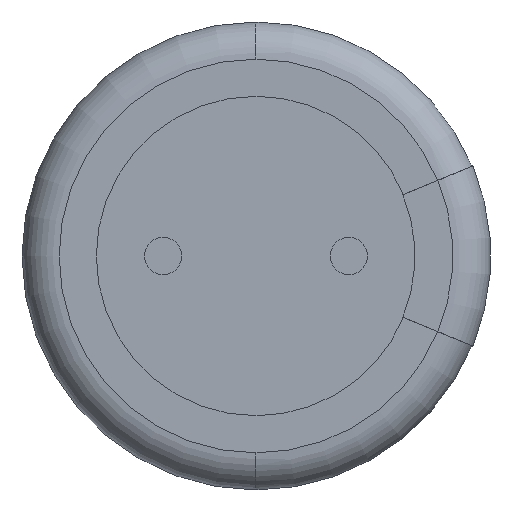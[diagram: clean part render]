
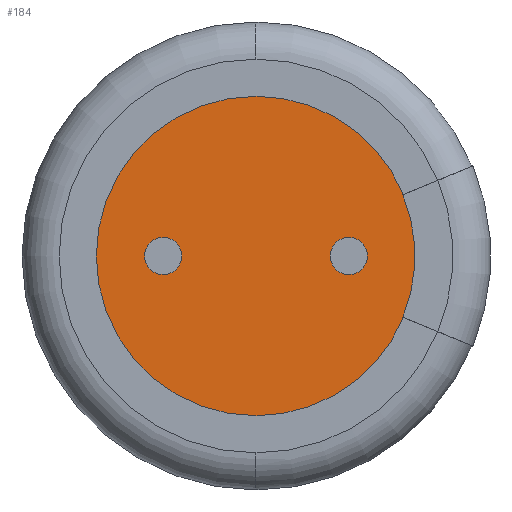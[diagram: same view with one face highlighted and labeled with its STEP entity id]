
A CAD part, front view. The second image highlights one B-rep face of the part: STEP entity #184.
In plain terms, the highlighted planar face has unit normal (0, -1, 0).
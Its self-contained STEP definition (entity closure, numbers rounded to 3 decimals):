
#53 = CIRCLE ( 'NONE', #832, 2.15 ) ;
#60 = AXIS2_PLACEMENT_3D ( 'NONE', #1318, #278, #1497 ) ;
#119 = DIRECTION ( 'NONE',  ( 0., -1., 0. ) ) ;
#170 = CARTESIAN_POINT ( 'NONE',  ( -0.001, 0.3, -0.004 ) ) ;
#184 = ADVANCED_FACE ( 'NONE', ( #369, #1690, #2139 ), #1487, .T. ) ;
#240 = VERTEX_POINT ( 'NONE', #1839 ) ;
#245 = CARTESIAN_POINT ( 'NONE',  ( 0., 0.3, 0. ) ) ;
#274 = DIRECTION ( 'NONE',  ( 0., -1., 0. ) ) ;
#275 = VERTEX_POINT ( 'NONE', #1678 ) ;
#278 = DIRECTION ( 'NONE',  ( 0., -1., 0. ) ) ;
#301 = CIRCLE ( 'NONE', #639, 2.15 ) ;
#347 = DIRECTION ( 'NONE',  ( 0., -1., 0. ) ) ;
#369 = FACE_OUTER_BOUND ( 'NONE', #1701, .T. ) ;
#400 = VERTEX_POINT ( 'NONE', #2048 ) ;
#422 = DIRECTION ( 'NONE',  ( 0., 0., -1. ) ) ;
#444 = CARTESIAN_POINT ( 'NONE',  ( 1.25, 0.3, -0.25 ) ) ;
#447 = VECTOR ( 'NONE', #1782, 1000. ) ;
#448 = CIRCLE ( 'NONE', #553, 0.25 ) ;
#457 = ORIENTED_EDGE ( 'NONE', *, *, #1043, .F. ) ;
#477 = EDGE_CURVE ( 'NONE', #275, #1988, #1950, .T. ) ;
#527 = CARTESIAN_POINT ( 'NONE',  ( -1.25, 0.3, 0. ) ) ;
#530 = CIRCLE ( 'NONE', #60, 0.25 ) ;
#542 = DIRECTION ( 'NONE',  ( 0., -1., 0. ) ) ;
#553 = AXIS2_PLACEMENT_3D ( 'NONE', #1938, #914, #2103 ) ;
#565 = CARTESIAN_POINT ( 'NONE',  ( 0., 0.3, 2.15 ) ) ;
#576 = CARTESIAN_POINT ( 'NONE',  ( -0.001, 0.3, 0.004 ) ) ;
#587 = ORIENTED_EDGE ( 'NONE', *, *, #1060, .T. ) ;
#639 = AXIS2_PLACEMENT_3D ( 'NONE', #1160, #119, #1332 ) ;
#640 = DIRECTION ( 'NONE',  ( 0., -1., 0. ) ) ;
#687 = CARTESIAN_POINT ( 'NONE',  ( -1.25, 0.3, -0.25 ) ) ;
#694 = DIRECTION ( 'NONE',  ( 0., 0., -1. ) ) ;
#711 = AXIS2_PLACEMENT_3D ( 'NONE', #527, #1725, #694 ) ;
#732 = CIRCLE ( 'NONE', #711, 0.25 ) ;
#757 = AXIS2_PLACEMENT_3D ( 'NONE', #1671, #640, #1845 ) ;
#832 = AXIS2_PLACEMENT_3D ( 'NONE', #1391, #347, #1564 ) ;
#865 = EDGE_CURVE ( 'NONE', #1348, #400, #1770, .T. ) ;
#914 = DIRECTION ( 'NONE',  ( 0., -1., 0. ) ) ;
#934 = EDGE_LOOP ( 'NONE', ( #2198, #457 ) ) ;
#951 = AXIS2_PLACEMENT_3D ( 'NONE', #1573, #542, #1744 ) ;
#979 = ORIENTED_EDGE ( 'NONE', *, *, #2037, .T. ) ;
#1007 = CARTESIAN_POINT ( 'NONE',  ( -1.25, 0.3, 0.25 ) ) ;
#1037 = VERTEX_POINT ( 'NONE', #444 ) ;
#1038 = VECTOR ( 'NONE', #1383, 1000. ) ;
#1043 = EDGE_CURVE ( 'NONE', #1037, #240, #530, .T. ) ;
#1060 = EDGE_CURVE ( 'NONE', #1904, #1581, #2079, .T. ) ;
#1097 = EDGE_CURVE ( 'NONE', #1988, #400, #301, .T. ) ;
#1160 = CARTESIAN_POINT ( 'NONE',  ( -0.01, 0.3, 0. ) ) ;
#1270 = VERTEX_POINT ( 'NONE', #687 ) ;
#1273 = EDGE_CURVE ( 'NONE', #1270, #1706, #732, .T. ) ;
#1309 = CARTESIAN_POINT ( 'NONE',  ( 0., 0.3, 0. ) ) ;
#1314 = EDGE_CURVE ( 'NONE', #1581, #275, #53, .T. ) ;
#1318 = CARTESIAN_POINT ( 'NONE',  ( 1.25, 0.3, 0. ) ) ;
#1329 = CARTESIAN_POINT ( 'NONE',  ( 0., 0.3, -2.15 ) ) ;
#1332 = DIRECTION ( 'NONE',  ( 0., 0., -1. ) ) ;
#1348 = VERTEX_POINT ( 'NONE', #1555 ) ;
#1356 = EDGE_CURVE ( 'NONE', #240, #1037, #1376, .T. ) ;
#1376 = CIRCLE ( 'NONE', #951, 0.25 ) ;
#1383 = DIRECTION ( 'NONE',  ( -0.924, 0., 0.383 ) ) ;
#1385 = ORIENTED_EDGE ( 'NONE', *, *, #1097, .T. ) ;
#1391 = CARTESIAN_POINT ( 'NONE',  ( 0., 0.3, 0. ) ) ;
#1464 = DIRECTION ( 'NONE',  ( 0., -1., 0. ) ) ;
#1465 = ORIENTED_EDGE ( 'NONE', *, *, #1896, .F. ) ;
#1487 = PLANE ( 'NONE',  #1695 ) ;
#1494 = DIRECTION ( 'NONE',  ( 0., 0., -1. ) ) ;
#1497 = DIRECTION ( 'NONE',  ( 0., 0., 1. ) ) ;
#1555 = CARTESIAN_POINT ( 'NONE',  ( 1.985, 0.3, 0.826 ) ) ;
#1564 = DIRECTION ( 'NONE',  ( 0., 0., -1. ) ) ;
#1573 = CARTESIAN_POINT ( 'NONE',  ( 1.25, 0.3, 0. ) ) ;
#1581 = VERTEX_POINT ( 'NONE', #1329 ) ;
#1622 = ORIENTED_EDGE ( 'NONE', *, *, #1314, .T. ) ;
#1669 = ORIENTED_EDGE ( 'NONE', *, *, #1273, .F. ) ;
#1671 = CARTESIAN_POINT ( 'NONE',  ( 0., 0.3, 0. ) ) ;
#1678 = CARTESIAN_POINT ( 'NONE',  ( 1.985, 0.3, -0.826 ) ) ;
#1690 = FACE_BOUND ( 'NONE', #1801, .T. ) ;
#1695 = AXIS2_PLACEMENT_3D ( 'NONE', #1309, #274, #1494 ) ;
#1699 = ORIENTED_EDGE ( 'NONE', *, *, #477, .T. ) ;
#1701 = EDGE_LOOP ( 'NONE', ( #2147, #979, #587, #1622, #1699, #1385 ) ) ;
#1706 = VERTEX_POINT ( 'NONE', #1007 ) ;
#1725 = DIRECTION ( 'NONE',  ( 0., -1., 0. ) ) ;
#1744 = DIRECTION ( 'NONE',  ( 0., 0., 1. ) ) ;
#1770 = LINE ( 'NONE', #576, #447 ) ;
#1782 = DIRECTION ( 'NONE',  ( -0.924, 0., -0.383 ) ) ;
#1801 = EDGE_LOOP ( 'NONE', ( #1465, #1669 ) ) ;
#1839 = CARTESIAN_POINT ( 'NONE',  ( 1.25, 0.3, 0.25 ) ) ;
#1845 = DIRECTION ( 'NONE',  ( 0., 0., -1. ) ) ;
#1896 = EDGE_CURVE ( 'NONE', #1706, #1270, #448, .T. ) ;
#1904 = VERTEX_POINT ( 'NONE', #565 ) ;
#1938 = CARTESIAN_POINT ( 'NONE',  ( -1.25, 0.3, 0. ) ) ;
#1950 = LINE ( 'NONE', #170, #1038 ) ;
#1957 = CARTESIAN_POINT ( 'NONE',  ( 1.976, 0.3, -0.823 ) ) ;
#1988 = VERTEX_POINT ( 'NONE', #1957 ) ;
#2004 = CIRCLE ( 'NONE', #2040, 2.15 ) ;
#2037 = EDGE_CURVE ( 'NONE', #1348, #1904, #2004, .T. ) ;
#2040 = AXIS2_PLACEMENT_3D ( 'NONE', #245, #1464, #422 ) ;
#2048 = CARTESIAN_POINT ( 'NONE',  ( 1.976, 0.3, 0.823 ) ) ;
#2079 = CIRCLE ( 'NONE', #757, 2.15 ) ;
#2103 = DIRECTION ( 'NONE',  ( 0., 0., -1. ) ) ;
#2139 = FACE_BOUND ( 'NONE', #934, .T. ) ;
#2147 = ORIENTED_EDGE ( 'NONE', *, *, #865, .F. ) ;
#2198 = ORIENTED_EDGE ( 'NONE', *, *, #1356, .F. ) ;
